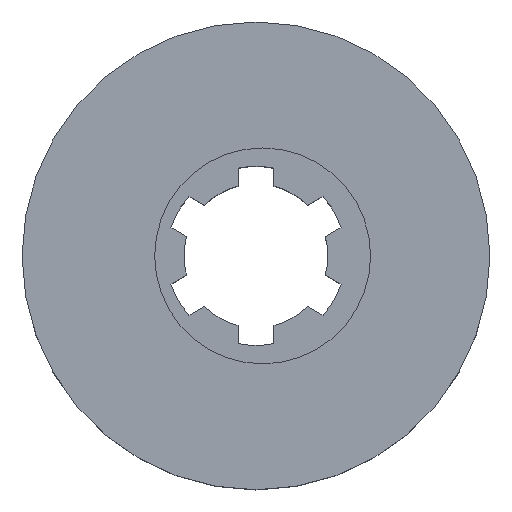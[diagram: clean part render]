
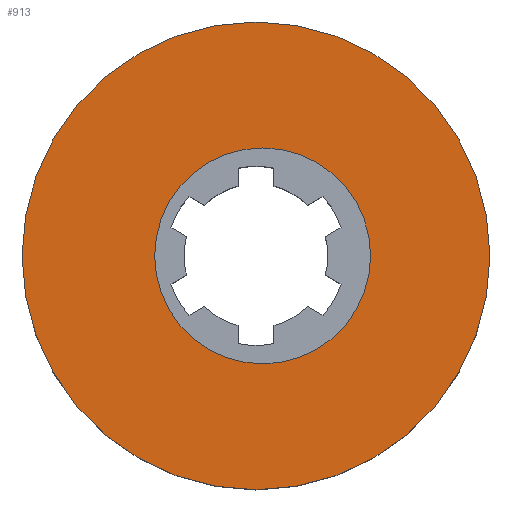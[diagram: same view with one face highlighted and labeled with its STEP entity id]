
A CAD part, top view. The second image highlights one B-rep face of the part: STEP entity #913.
In plain terms, the highlighted planar face has unit normal (0, 0, 1).
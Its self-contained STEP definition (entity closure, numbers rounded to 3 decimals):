
#10 = EDGE_LOOP ( 'NONE', ( #1062, #1155 ) ) ;
#30 = EDGE_CURVE ( 'NONE', #407, #780, #1123, .T. ) ;
#35 = CARTESIAN_POINT ( 'NONE',  ( 0.13, 0., 3.5 ) ) ;
#70 = FACE_OUTER_BOUND ( 'NONE', #10, .T. ) ;
#71 = ORIENTED_EDGE ( 'NONE', *, *, #375, .F. ) ;
#137 = DIRECTION ( 'NONE',  ( 1., 0., 0. ) ) ;
#139 = VERTEX_POINT ( 'NONE', #535 ) ;
#206 = DIRECTION ( 'NONE',  ( 0., 0., 1. ) ) ;
#285 = DIRECTION ( 'NONE',  ( 0., 0., 1. ) ) ;
#371 = DIRECTION ( 'NONE',  ( 1., 0., 0. ) ) ;
#375 = EDGE_CURVE ( 'NONE', #780, #407, #453, .T. ) ;
#382 = DIRECTION ( 'NONE',  ( 0., 0., 1. ) ) ;
#398 = EDGE_CURVE ( 'NONE', #916, #139, #482, .T. ) ;
#407 = VERTEX_POINT ( 'NONE', #695 ) ;
#411 = AXIS2_PLACEMENT_3D ( 'NONE', #849, #206, #760 ) ;
#453 = CIRCLE ( 'NONE', #411, 3. ) ;
#465 = CARTESIAN_POINT ( 'NONE',  ( 0.315, 0., 3.5 ) ) ;
#468 = CARTESIAN_POINT ( 'NONE',  ( 0., 0., 3.5 ) ) ;
#482 = CIRCLE ( 'NONE', #720, 6.5 ) ;
#509 = CIRCLE ( 'NONE', #1063, 6.5 ) ;
#535 = CARTESIAN_POINT ( 'NONE',  ( 6.63, 0., 3.5 ) ) ;
#695 = CARTESIAN_POINT ( 'NONE',  ( -2.685, 0., 3.5 ) ) ;
#720 = AXIS2_PLACEMENT_3D ( 'NONE', #35, #785, #137 ) ;
#746 = PLANE ( 'NONE',  #986 ) ;
#760 = DIRECTION ( 'NONE',  ( 1., 0., 0. ) ) ;
#773 = AXIS2_PLACEMENT_3D ( 'NONE', #465, #1035, #371 ) ;
#780 = VERTEX_POINT ( 'NONE', #1208 ) ;
#785 = DIRECTION ( 'NONE',  ( 0., 0., 1. ) ) ;
#836 = CARTESIAN_POINT ( 'NONE',  ( -6.37, 0., 3.5 ) ) ;
#849 = CARTESIAN_POINT ( 'NONE',  ( 0.315, 0., 3.5 ) ) ;
#913 = ADVANCED_FACE ( 'NONE', ( #70, #1015 ), #746, .T. ) ;
#916 = VERTEX_POINT ( 'NONE', #836 ) ;
#931 = EDGE_CURVE ( 'NONE', #139, #916, #509, .T. ) ;
#940 = DIRECTION ( 'NONE',  ( 1., 0., 0. ) ) ;
#942 = CARTESIAN_POINT ( 'NONE',  ( 0.13, 0., 3.5 ) ) ;
#949 = ORIENTED_EDGE ( 'NONE', *, *, #30, .F. ) ;
#973 = EDGE_LOOP ( 'NONE', ( #949, #71 ) ) ;
#986 = AXIS2_PLACEMENT_3D ( 'NONE', #468, #285, #940 ) ;
#1015 = FACE_BOUND ( 'NONE', #973, .T. ) ;
#1035 = DIRECTION ( 'NONE',  ( 0., 0., 1. ) ) ;
#1040 = DIRECTION ( 'NONE',  ( 1., 0., 0. ) ) ;
#1062 = ORIENTED_EDGE ( 'NONE', *, *, #398, .T. ) ;
#1063 = AXIS2_PLACEMENT_3D ( 'NONE', #942, #382, #1040 ) ;
#1123 = CIRCLE ( 'NONE', #773, 3. ) ;
#1155 = ORIENTED_EDGE ( 'NONE', *, *, #931, .T. ) ;
#1208 = CARTESIAN_POINT ( 'NONE',  ( 3.315, 0., 3.5 ) ) ;
